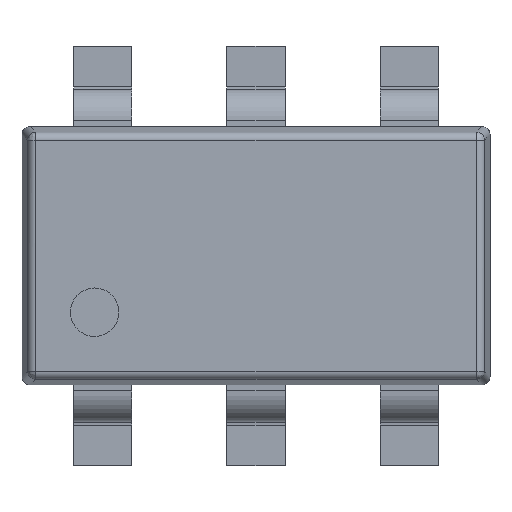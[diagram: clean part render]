
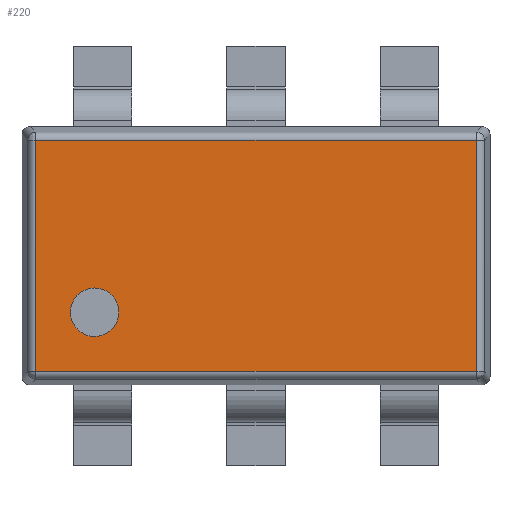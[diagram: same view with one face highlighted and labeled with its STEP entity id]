
A CAD part, top view. The second image highlights one B-rep face of the part: STEP entity #220.
In plain terms, the highlighted planar face has unit normal (0, 0, 1).
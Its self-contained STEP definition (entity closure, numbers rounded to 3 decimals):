
#19=B_SPLINE_CURVE_WITH_KNOTS('',1,(#3722,#3723),.UNSPECIFIED.,.F.,.F.,(2,
2),(0.042,1.474),.UNSPECIFIED.);
#20=B_SPLINE_CURVE_WITH_KNOTS('',1,(#3724,#3725),.UNSPECIFIED.,.F.,.F.,(2,
2),(5.639,8.372),.UNSPECIFIED.);
#21=B_SPLINE_CURVE_WITH_KNOTS('',1,(#3726,#3727),.UNSPECIFIED.,.F.,.F.,(2,
2),(4.207,5.639),.UNSPECIFIED.);
#22=B_SPLINE_CURVE_WITH_KNOTS('',1,(#3728,#3729),.UNSPECIFIED.,.F.,.F.,(2,
2),(1.474,4.207),.UNSPECIFIED.);
#220=ADVANCED_FACE('',(#350),#1910,.T.);
#350=FACE_OUTER_BOUND('',#480,.T.);
#480=EDGE_LOOP('',(#961,#962,#963,#964));
#961=ORIENTED_EDGE('',*,*,#1350,.F.);
#962=ORIENTED_EDGE('',*,*,#1351,.F.);
#963=ORIENTED_EDGE('',*,*,#1352,.F.);
#964=ORIENTED_EDGE('',*,*,#1349,.F.);
#1349=EDGE_CURVE('',#1857,#1860,#19,.T.);
#1350=EDGE_CURVE('',#1858,#1857,#20,.T.);
#1351=EDGE_CURVE('',#1859,#1858,#21,.T.);
#1352=EDGE_CURVE('',#1860,#1859,#22,.T.);
#1857=VERTEX_POINT('',#3678);
#1858=VERTEX_POINT('',#3679);
#1859=VERTEX_POINT('',#3680);
#1860=VERTEX_POINT('',#3681);
#1910=PLANE('',#2060);
#2060=AXIS2_PLACEMENT_3D('',#3469,#2092,$);
#2092=DIRECTION('',(0.,0.,1.));
#3469=CARTESIAN_POINT('',(-1.394,0.731,1.135));
#3678=CARTESIAN_POINT('',(1.366,0.716,1.135));
#3679=CARTESIAN_POINT('',(-1.366,0.716,1.135));
#3680=CARTESIAN_POINT('',(-1.366,-0.716,1.135));
#3681=CARTESIAN_POINT('',(1.366,-0.716,1.135));
#3722=CARTESIAN_POINT('',(1.366,0.716,1.135));
#3723=CARTESIAN_POINT('',(1.366,-0.716,1.135));
#3724=CARTESIAN_POINT('',(-1.366,0.716,1.135));
#3725=CARTESIAN_POINT('',(1.366,0.716,1.135));
#3726=CARTESIAN_POINT('',(-1.366,-0.716,1.135));
#3727=CARTESIAN_POINT('',(-1.366,0.716,1.135));
#3728=CARTESIAN_POINT('',(1.366,-0.716,1.135));
#3729=CARTESIAN_POINT('',(-1.366,-0.716,1.135));
